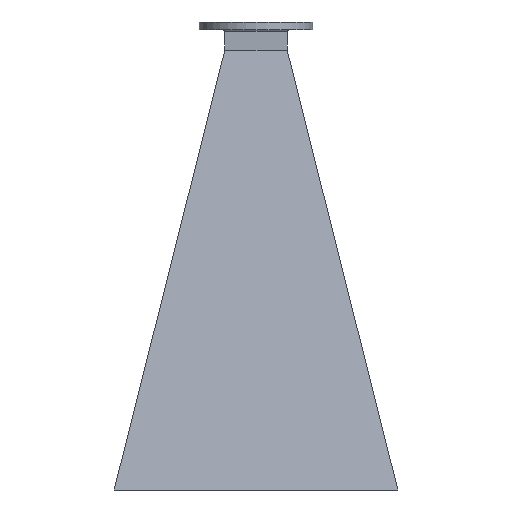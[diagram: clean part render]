
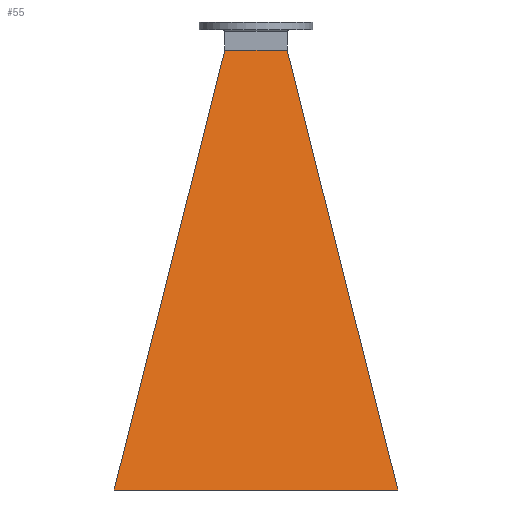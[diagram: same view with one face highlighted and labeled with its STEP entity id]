
A CAD part, front view. The second image highlights one B-rep face of the part: STEP entity #55.
In plain terms, the highlighted planar face has unit normal (0, -0.98, 0.198).
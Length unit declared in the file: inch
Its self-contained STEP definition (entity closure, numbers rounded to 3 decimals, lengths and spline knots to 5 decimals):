
#20 = CARTESIAN_POINT ( 'NONE',  ( 4.522, -3.327, -14.925 ) ) ;
#55 = ADVANCED_FACE ( 'NONE', ( #119 ), #129, .T. ) ;
#77 = CARTESIAN_POINT ( 'NONE',  ( -0.332, -0.496, -0.9 ) ) ;
#119 = FACE_OUTER_BOUND ( 'NONE', #784, .T. ) ;
#127 = DIRECTION ( 'NONE',  ( -0.239, 0.192, 0.952 ) ) ;
#129 = PLANE ( 'NONE',  #172 ) ;
#168 = VERTEX_POINT ( 'NONE', #738 ) ;
#172 = AXIS2_PLACEMENT_3D ( 'NONE', #1049, #1398, #364 ) ;
#195 = VECTOR ( 'NONE', #801, 39.37008 ) ;
#262 = EDGE_CURVE ( 'NONE', #604, #168, #421, .T. ) ;
#364 = DIRECTION ( 'NONE',  ( 0., -0.198, -0.98 ) ) ;
#421 = B_SPLINE_CURVE_WITH_KNOTS ( 'NONE', 3,
 ( #1110, #425, #77, #1226 ),
 .UNSPECIFIED., .F., .F.,
 ( 4, 4 ),
 ( 0., 1. ),
 .UNSPECIFIED. ) ;
#425 = CARTESIAN_POINT ( 'NONE',  ( 0.332, -0.496, -0.9 ) ) ;
#495 = LINE ( 'NONE', #1352, #195 ) ;
#604 = VERTEX_POINT ( 'NONE', #1039 ) ;
#652 = ORIENTED_EDGE ( 'NONE', *, *, #1284, .T. ) ;
#702 = CARTESIAN_POINT ( 'NONE',  ( -4.522, -3.327, -14.925 ) ) ;
#704 = ORIENTED_EDGE ( 'NONE', *, *, #1276, .T. ) ;
#738 = CARTESIAN_POINT ( 'NONE',  ( -0.996, -0.496, -0.9 ) ) ;
#752 = VECTOR ( 'NONE', #127, 39.37008 ) ;
#784 = EDGE_LOOP ( 'NONE', ( #652, #1342, #853, #704 ) ) ;
#801 = DIRECTION ( 'NONE',  ( 1., 0., 0. ) ) ;
#840 = VERTEX_POINT ( 'NONE', #872 ) ;
#853 = ORIENTED_EDGE ( 'NONE', *, *, #1410, .F. ) ;
#872 = CARTESIAN_POINT ( 'NONE',  ( 4.522, -3.327, -14.925 ) ) ;
#960 = DIRECTION ( 'NONE',  ( 0.239, 0.192, 0.952 ) ) ;
#1039 = CARTESIAN_POINT ( 'NONE',  ( 0.996, -0.496, -0.9 ) ) ;
#1049 = CARTESIAN_POINT ( 'NONE',  ( 0., -0.30203, 0.06097 ) ) ;
#1110 = CARTESIAN_POINT ( 'NONE',  ( 0.996, -0.496, -0.9 ) ) ;
#1188 = VERTEX_POINT ( 'NONE', #702 ) ;
#1226 = CARTESIAN_POINT ( 'NONE',  ( -0.996, -0.496, -0.9 ) ) ;
#1276 = EDGE_CURVE ( 'NONE', #1188, #840, #495, .T. ) ;
#1280 = VECTOR ( 'NONE', #960, 39.37008 ) ;
#1284 = EDGE_CURVE ( 'NONE', #840, #604, #1423, .T. ) ;
#1342 = ORIENTED_EDGE ( 'NONE', *, *, #262, .T. ) ;
#1352 = CARTESIAN_POINT ( 'NONE',  ( -4.522, -3.327, -14.925 ) ) ;
#1398 = DIRECTION ( 'NONE',  ( 0., -0.98, 0.198 ) ) ;
#1410 = EDGE_CURVE ( 'NONE', #1188, #168, #1476, .T. ) ;
#1419 = CARTESIAN_POINT ( 'NONE',  ( -4.522, -3.327, -14.925 ) ) ;
#1423 = LINE ( 'NONE', #20, #752 ) ;
#1476 = LINE ( 'NONE', #1419, #1280 ) ;
